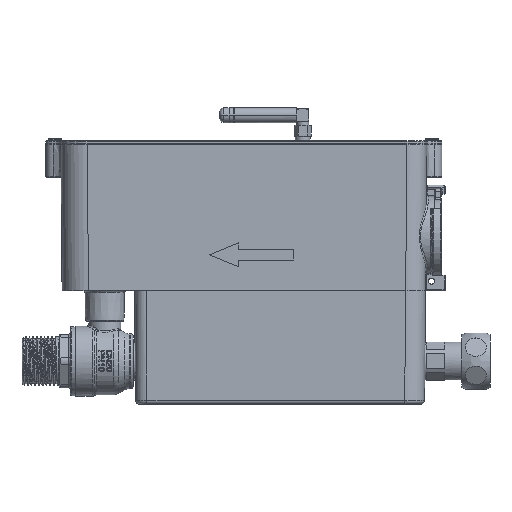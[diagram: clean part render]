
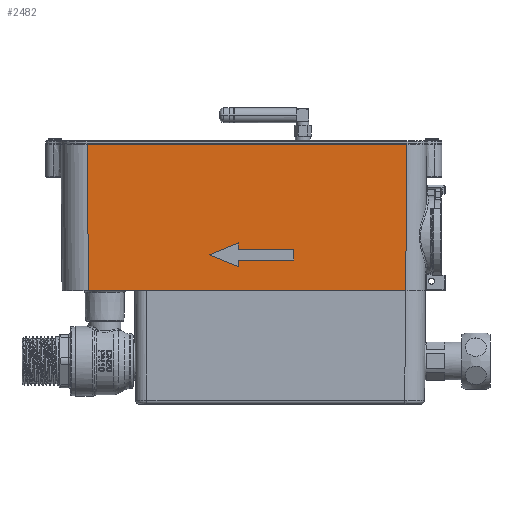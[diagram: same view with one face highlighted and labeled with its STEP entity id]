
A CAD part, front view. The second image highlights one B-rep face of the part: STEP entity #2482.
In plain terms, the highlighted planar face has unit normal (0, -1, -0.009).
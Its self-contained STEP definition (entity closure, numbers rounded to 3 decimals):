
#1742=FACE_BOUND('',#4942,.T.);
#1743=FACE_BOUND('',#4943,.T.);
#2482=ADVANCED_FACE('',(#1742,#1743),#3112,.F.);
#3112=PLANE('',#18321);
#4942=EDGE_LOOP('',(#10296,#10297,#10298,#10299,#10300,#10301,#10302));
#4943=EDGE_LOOP('',(#10303,#10304,#10305,#10306));
#6025=LINE('',#32749,#7104);
#6028=LINE('',#32755,#7107);
#6030=LINE('',#32759,#7109);
#6032=LINE('',#32763,#7111);
#6034=LINE('',#32767,#7113);
#6036=LINE('',#32771,#7115);
#6038=LINE('',#32775,#7117);
#6047=LINE('',#32884,#7126);
#6051=LINE('',#32898,#7130);
#6081=LINE('',#33022,#7160);
#6082=LINE('',#33023,#7161);
#7104=VECTOR('',#21569,1.);
#7107=VECTOR('',#21574,1.);
#7109=VECTOR('',#21578,1.);
#7111=VECTOR('',#21582,1.);
#7113=VECTOR('',#21586,1.);
#7115=VECTOR('',#21590,1.);
#7117=VECTOR('',#21594,1.);
#7126=VECTOR('',#21649,1.);
#7130=VECTOR('',#21663,1.);
#7160=VECTOR('',#21743,1.);
#7161=VECTOR('',#21744,1.);
#10296=ORIENTED_EDGE('',*,*,#15644,.T.);
#10297=ORIENTED_EDGE('',*,*,#15646,.T.);
#10298=ORIENTED_EDGE('',*,*,#15633,.T.);
#10299=ORIENTED_EDGE('',*,*,#15636,.T.);
#10300=ORIENTED_EDGE('',*,*,#15638,.T.);
#10301=ORIENTED_EDGE('',*,*,#15640,.T.);
#10302=ORIENTED_EDGE('',*,*,#15642,.T.);
#10303=ORIENTED_EDGE('',*,*,#15672,.T.);
#10304=ORIENTED_EDGE('',*,*,#15722,.T.);
#10305=ORIENTED_EDGE('',*,*,#15679,.T.);
#10306=ORIENTED_EDGE('',*,*,#15723,.F.);
#13485=VERTEX_POINT('',#32750);
#13486=VERTEX_POINT('',#32751);
#13487=VERTEX_POINT('',#32756);
#13488=VERTEX_POINT('',#32760);
#13489=VERTEX_POINT('',#32764);
#13490=VERTEX_POINT('',#32768);
#13491=VERTEX_POINT('',#32772);
#13508=VERTEX_POINT('',#32883);
#13509=VERTEX_POINT('',#32885);
#13514=VERTEX_POINT('',#32899);
#13515=VERTEX_POINT('',#32900);
#15633=EDGE_CURVE('',#13485,#13486,#6025,.T.);
#15636=EDGE_CURVE('',#13486,#13487,#6028,.T.);
#15638=EDGE_CURVE('',#13487,#13488,#6030,.T.);
#15640=EDGE_CURVE('',#13488,#13489,#6032,.T.);
#15642=EDGE_CURVE('',#13489,#13490,#6034,.T.);
#15644=EDGE_CURVE('',#13490,#13491,#6036,.T.);
#15646=EDGE_CURVE('',#13491,#13485,#6038,.T.);
#15672=EDGE_CURVE('',#13509,#13508,#6047,.T.);
#15679=EDGE_CURVE('',#13514,#13515,#6051,.T.);
#15722=EDGE_CURVE('',#13508,#13514,#6081,.T.);
#15723=EDGE_CURVE('',#13509,#13515,#6082,.T.);
#18321=AXIS2_PLACEMENT_3D('',#33024,#21745,#21746);
#21569=DIRECTION('',(0.925,-0.003,0.379));
#21574=DIRECTION('',(0.,0.009,-1.));
#21578=DIRECTION('',(1.,0.,0.));
#21582=DIRECTION('',(0.,0.009,-1.));
#21586=DIRECTION('',(-1.,0.,0.));
#21590=DIRECTION('',(0.,0.009,-1.));
#21594=DIRECTION('',(-0.925,-0.003,0.379));
#21649=DIRECTION('',(0.009,-0.009,1.));
#21663=DIRECTION('',(0.009,0.009,-1.));
#21743=DIRECTION('',(-1.,0.,0.));
#21744=DIRECTION('',(-1.,0.,0.));
#21745=DIRECTION('',(0.,1.,0.009));
#21746=DIRECTION('',(0.,-0.009,1.));
#32749=CARTESIAN_POINT('',(-304.098,-64.155,216.514));
#32750=CARTESIAN_POINT('',(-340.367,-64.026,201.656));
#32751=CARTESIAN_POINT('',(-324.812,-64.081,208.028));
#32755=CARTESIAN_POINT('',(-324.812,-64.539,260.508));
#32756=CARTESIAN_POINT('',(-324.812,-64.05,204.428));
#32759=CARTESIAN_POINT('',(-322.122,-64.05,204.428));
#32760=CARTESIAN_POINT('',(-295.265,-64.05,204.428));
#32763=CARTESIAN_POINT('',(-295.265,-64.539,260.508));
#32764=CARTESIAN_POINT('',(-295.265,-64.002,198.884));
#32767=CARTESIAN_POINT('',(-322.122,-64.002,198.884));
#32768=CARTESIAN_POINT('',(-324.812,-64.002,198.884));
#32771=CARTESIAN_POINT('',(-324.812,-64.539,260.508));
#32772=CARTESIAN_POINT('',(-324.812,-63.97,195.284));
#32775=CARTESIAN_POINT('',(-345.389,-64.044,203.714));
#32883=CARTESIAN_POINT('',(-234.894,-64.539,260.508));
#32884=CARTESIAN_POINT('',(-234.901,-64.533,259.753));
#32885=CARTESIAN_POINT('',(-235.569,-63.859,182.508));
#32898=CARTESIAN_POINT('',(-405.293,-64.533,259.788));
#32899=CARTESIAN_POINT('',(-405.299,-64.539,260.508));
#32900=CARTESIAN_POINT('',(-404.624,-63.859,182.508));
#33022=CARTESIAN_POINT('',(-322.122,-64.539,260.508));
#33023=CARTESIAN_POINT('',(-322.122,-63.859,182.508));
#33024=CARTESIAN_POINT('',(-322.122,-64.539,260.508));
